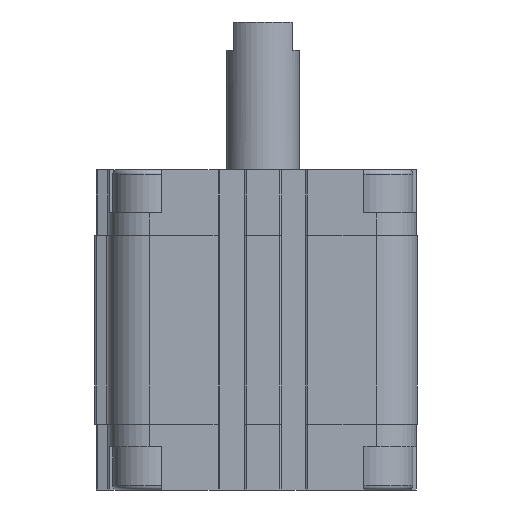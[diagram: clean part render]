
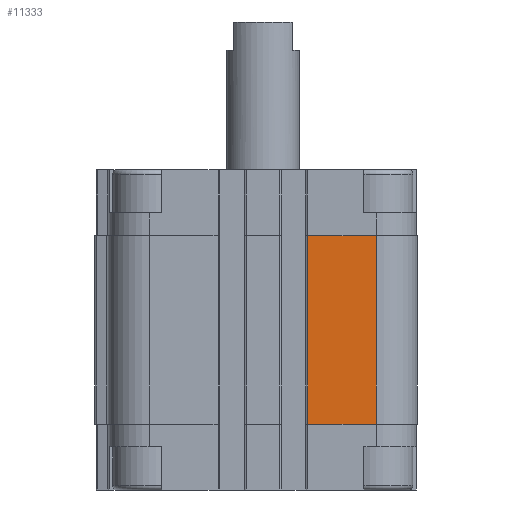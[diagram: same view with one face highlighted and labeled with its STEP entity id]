
A CAD part, left-side view. The second image highlights one B-rep face of the part: STEP entity #11333.
In plain terms, the highlighted face is planar.
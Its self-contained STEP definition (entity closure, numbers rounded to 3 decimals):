
#232=LINE('',#17200,#1286);
#546=LINE('',#18033,#1600);
#572=LINE('',#18126,#1626);
#573=LINE('',#18128,#1627);
#1286=VECTOR('',#13391,1000.);
#1600=VECTOR('',#14181,1000.);
#1626=VECTOR('',#14319,1000.);
#1627=VECTOR('',#14322,1000.);
#2282=PLANE('',#12266);
#4287=ORIENTED_EDGE('',*,*,#7131,.F.);
#4288=ORIENTED_EDGE('',*,*,#7177,.F.);
#4289=ORIENTED_EDGE('',*,*,#6708,.T.);
#4290=ORIENTED_EDGE('',*,*,#7178,.T.);
#6708=EDGE_CURVE('',#8357,#8356,#232,.T.);
#7131=EDGE_CURVE('',#8637,#8638,#546,.T.);
#7177=EDGE_CURVE('',#8357,#8637,#572,.T.);
#7178=EDGE_CURVE('',#8356,#8638,#573,.T.);
#8356=VERTEX_POINT('',#17199);
#8357=VERTEX_POINT('',#17201);
#8637=VERTEX_POINT('',#18032);
#8638=VERTEX_POINT('',#18034);
#9765=EDGE_LOOP('',(#4287,#4288,#4289,#4290));
#10539=FACE_BOUND('',#9765,.T.);
#11333=ADVANCED_FACE('',(#10539),#2282,.T.);
#12266=AXIS2_PLACEMENT_3D('',#18127,#14320,#14321);
#13391=DIRECTION('',(0.,1.,0.));
#14181=DIRECTION('',(0.,1.,0.));
#14319=DIRECTION('',(0.,0.,1.));
#14320=DIRECTION('',(1.,0.,0.));
#14321=DIRECTION('',(0.,0.,-1.));
#14322=DIRECTION('',(0.,0.,1.));
#17199=CARTESIAN_POINT('',(34.,25.,-56.));
#17200=CARTESIAN_POINT('',(34.,9.85,-56.));
#17201=CARTESIAN_POINT('',(34.,9.85,-56.));
#18032=CARTESIAN_POINT('',(34.,9.85,-14.5));
#18033=CARTESIAN_POINT('',(34.,9.85,-14.5));
#18034=CARTESIAN_POINT('',(34.,25.,-14.5));
#18126=CARTESIAN_POINT('',(34.,9.85,-56.));
#18127=CARTESIAN_POINT('',(34.,9.85,-56.));
#18128=CARTESIAN_POINT('',(34.,25.,-56.));
